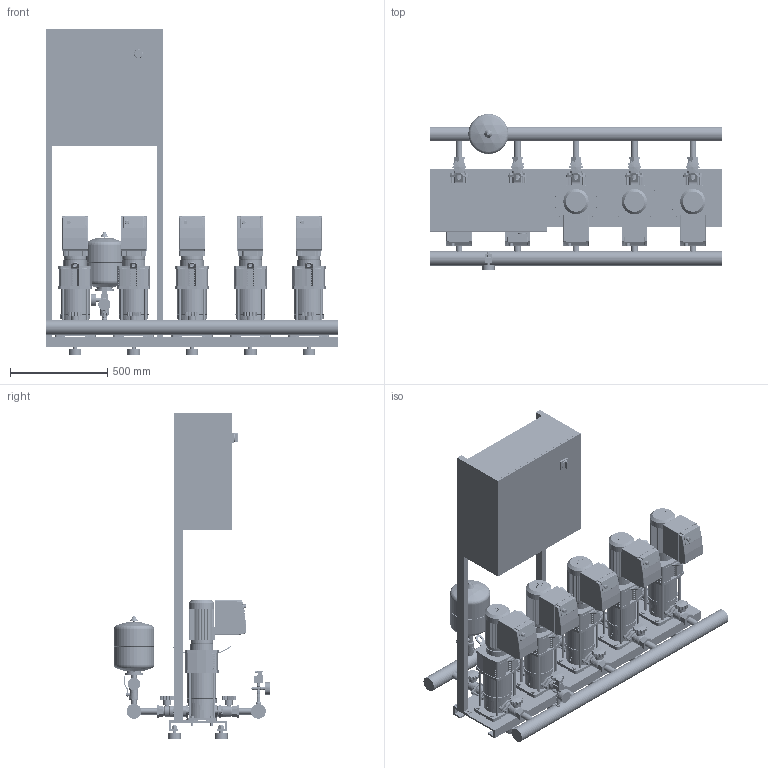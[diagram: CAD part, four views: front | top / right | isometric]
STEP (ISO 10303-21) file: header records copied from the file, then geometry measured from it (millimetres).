
FILE_DESCRIPTION((''),'2;1');
FILE_NAME('3d_COR-5HELIXVE403_K_CCE-01-2539341.stp','2015-10-05T07:15:05',(''),(''),'Mechanical Desktop 2009','Mechanical Desktop 2009',', , ');
FILE_SCHEMA(('CONFIG_CONTROL_DESIGN'));
Length unit declared in the file: millimetre
Products named in the file (1): Product
Bounding box: 1500 x 802 x 1670 mm (x, y, z)
Volume: 195056673 mm3; surface area: 10641091.9 mm2
Topology: 236 solids, 236 shells, 6806 faces, 17298 edges, 11237 vertices
Faces by surface type: plane 2880, cylinder 1922, bspline 1573, cone 251, torus 114, sphere 66
Entity records: 217849 total; most frequent: CARTESIAN_POINT 54598, ORIENTED_EDGE 34428, DIRECTION 32214, EDGE_CURVE 17214, VERTEX_POINT 11230, VECTOR 11062, LINE 11062, AXIS2_PLACEMENT_3D 10576
